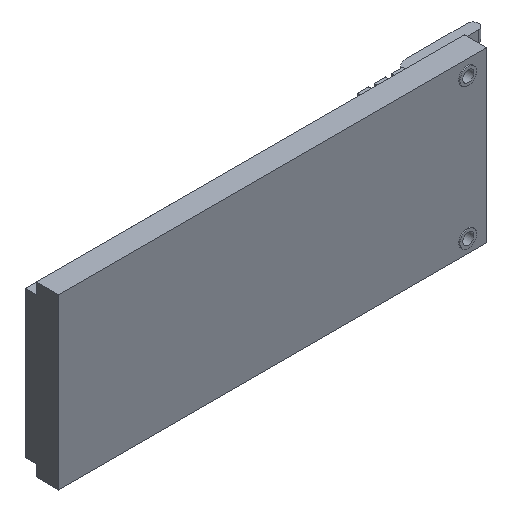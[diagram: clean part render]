
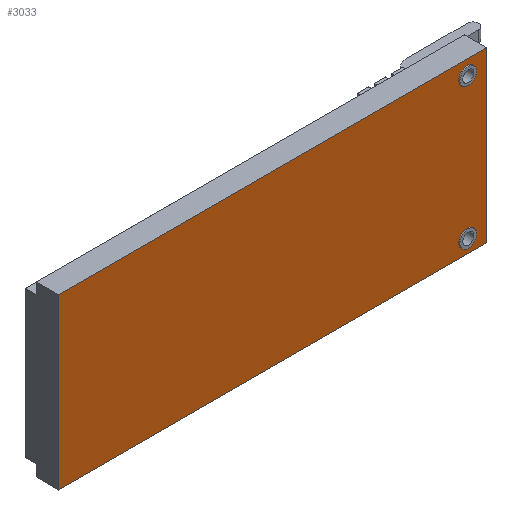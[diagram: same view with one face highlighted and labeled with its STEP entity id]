
A CAD part, isometric view. The second image highlights one B-rep face of the part: STEP entity #3033.
In plain terms, the highlighted planar face has unit normal (0, -1, 0).
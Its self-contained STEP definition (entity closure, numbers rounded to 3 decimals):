
#2927=EDGE_CURVE('',#2928,#2930,#2932,.T.);
#2928=VERTEX_POINT('',#2929);
#2929=CARTESIAN_POINT('',(19.0,0.0,-7.5));
#2930=VERTEX_POINT('',#2931);
#2931=CARTESIAN_POINT('',(-19.0,0.0,-7.5));
#2932=LINE('',#2933,#2934);
#2933=CARTESIAN_POINT('',(19.0,0.0,-7.5));
#2934=VECTOR('',#2935,1.0);
#2935=DIRECTION('',(-1.0,0.0,0.0));
#2958=EDGE_CURVE('',#2930,#2959,#2961,.T.);
#2959=VERTEX_POINT('',#2960);
#2960=CARTESIAN_POINT('',(-19.0,0.0,7.5));
#2961=LINE('',#2962,#2963);
#2962=CARTESIAN_POINT('',(-19.0,0.0,-7.5));
#2963=VECTOR('',#2964,1.0);
#2964=DIRECTION('',(0.0,0.0,1.0));
#2996=EDGE_CURVE('',#2959,#2997,#2999,.T.);
#2997=VERTEX_POINT('',#2998);
#2998=CARTESIAN_POINT('',(19.0,0.0,7.5));
#2999=LINE('',#3000,#3001);
#3000=CARTESIAN_POINT('',(-19.0,0.0,7.5));
#3001=VECTOR('',#3002,1.0);
#3002=DIRECTION('',(1.0,0.0,0.0));
#3020=EDGE_CURVE('',#2997,#2928,#3021,.T.);
#3021=LINE('',#3022,#3023);
#3022=CARTESIAN_POINT('',(19.0,0.0,7.5));
#3023=VECTOR('',#3024,1.0);
#3024=DIRECTION('',(0.0,0.0,-1.0));
#3033=ADVANCED_FACE('',(#3034,#3045,#3056),#3062,.F.);
#3034=FACE_BOUND('',#3035,.T.);
#3035=EDGE_LOOP('',(#3036));
#3036=ORIENTED_EDGE('',*,*,#3037,.T.);
#3037=EDGE_CURVE('',#3038,#3038,#3040,.T.);
#3038=VERTEX_POINT('',#3039);
#3039=CARTESIAN_POINT('',(17.25,0.0,-5.5));
#3040=CIRCLE('',#3041,0.75);
#3041=AXIS2_PLACEMENT_3D('',#3042,#3043,#3044);
#3042=CARTESIAN_POINT('',(17.25,0.0,-6.25));
#3043=DIRECTION('',(0.0,1.0,0.0));
#3044=DIRECTION('',(0.0,0.0,1.0));
#3045=FACE_BOUND('',#3046,.T.);
#3046=EDGE_LOOP('',(#3047));
#3047=ORIENTED_EDGE('',*,*,#3048,.T.);
#3048=EDGE_CURVE('',#3049,#3049,#3051,.T.);
#3049=VERTEX_POINT('',#3050);
#3050=CARTESIAN_POINT('',(17.25,0.0,7.0));
#3051=CIRCLE('',#3052,0.75);
#3052=AXIS2_PLACEMENT_3D('',#3053,#3054,#3055);
#3053=CARTESIAN_POINT('',(17.25,0.0,6.25));
#3054=DIRECTION('',(0.0,1.0,0.0));
#3055=DIRECTION('',(0.0,0.0,1.0));
#3056=FACE_BOUND('',#3057,.T.);
#3057=EDGE_LOOP('',(#3058,#3059,#3060,#3061));
#3058=ORIENTED_EDGE('',*,*,#2927,.F.);
#3059=ORIENTED_EDGE('',*,*,#3020,.F.);
#3060=ORIENTED_EDGE('',*,*,#2996,.F.);
#3061=ORIENTED_EDGE('',*,*,#2958,.F.);
#3062=PLANE('',#3063);
#3063=AXIS2_PLACEMENT_3D('',#3064,#3065,#3066);
#3064=CARTESIAN_POINT('',(0.0,0.0,0.0));
#3065=DIRECTION('',(0.0,1.0,0.0));
#3066=DIRECTION('',(0.0,0.0,1.0));
